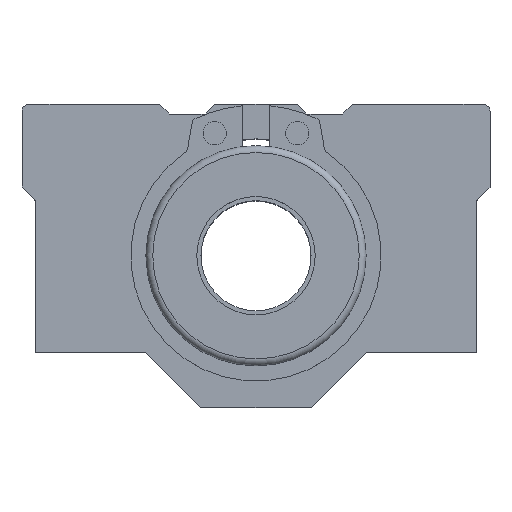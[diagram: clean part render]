
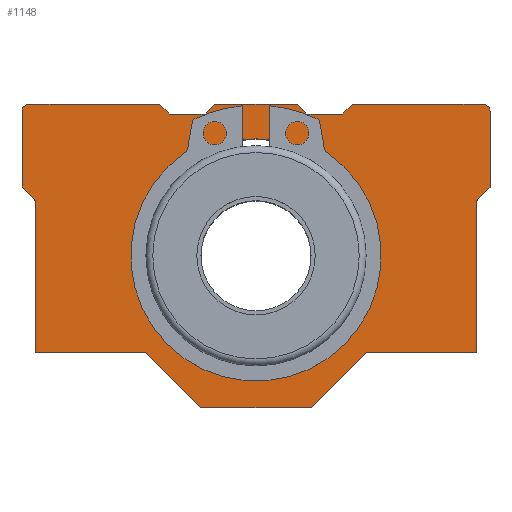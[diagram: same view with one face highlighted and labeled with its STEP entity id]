
A CAD part, top view. The second image highlights one B-rep face of the part: STEP entity #1148.
In plain terms, the highlighted planar face has unit normal (0, 0, 1).
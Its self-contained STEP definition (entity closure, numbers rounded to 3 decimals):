
#81=PLANE('',#1310);
#106=LINE('',#1842,#188);
#109=LINE('',#1848,#191);
#112=LINE('',#1854,#194);
#115=LINE('',#1862,#197);
#118=LINE('',#1868,#200);
#121=LINE('',#1874,#203);
#124=LINE('',#1880,#206);
#127=LINE('',#1888,#209);
#130=LINE('',#1894,#212);
#133=LINE('',#1900,#215);
#136=LINE('',#1906,#218);
#140=LINE('',#1920,#222);
#143=LINE('',#1926,#225);
#146=LINE('',#1932,#228);
#149=LINE('',#1938,#231);
#152=LINE('',#1944,#234);
#155=LINE('',#1950,#237);
#158=LINE('',#1956,#240);
#161=LINE('',#1962,#243);
#164=LINE('',#1970,#246);
#188=VECTOR('',#1526,1000.);
#191=VECTOR('',#1531,1000.);
#194=VECTOR('',#1536,1000.);
#197=VECTOR('',#1543,1000.);
#200=VECTOR('',#1548,1000.);
#203=VECTOR('',#1553,1000.);
#206=VECTOR('',#1558,1000.);
#209=VECTOR('',#1565,1000.);
#212=VECTOR('',#1570,1000.);
#215=VECTOR('',#1575,1000.);
#218=VECTOR('',#1580,1000.);
#222=VECTOR('',#1594,1000.);
#225=VECTOR('',#1599,1000.);
#228=VECTOR('',#1604,1000.);
#231=VECTOR('',#1609,1000.);
#234=VECTOR('',#1614,1000.);
#237=VECTOR('',#1619,1000.);
#240=VECTOR('',#1624,1000.);
#243=VECTOR('',#1629,1000.);
#246=VECTOR('',#1636,1000.);
#487=ORIENTED_EDGE('',*,*,#661,.T.);
#488=ORIENTED_EDGE('',*,*,#590,.T.);
#489=ORIENTED_EDGE('',*,*,#594,.T.);
#490=ORIENTED_EDGE('',*,*,#597,.T.);
#491=ORIENTED_EDGE('',*,*,#600,.T.);
#492=ORIENTED_EDGE('',*,*,#604,.T.);
#493=ORIENTED_EDGE('',*,*,#607,.T.);
#494=ORIENTED_EDGE('',*,*,#610,.T.);
#495=ORIENTED_EDGE('',*,*,#613,.T.);
#496=ORIENTED_EDGE('',*,*,#617,.T.);
#497=ORIENTED_EDGE('',*,*,#620,.T.);
#498=ORIENTED_EDGE('',*,*,#623,.T.);
#499=ORIENTED_EDGE('',*,*,#626,.T.);
#500=ORIENTED_EDGE('',*,*,#629,.T.);
#501=ORIENTED_EDGE('',*,*,#633,.T.);
#502=ORIENTED_EDGE('',*,*,#636,.T.);
#503=ORIENTED_EDGE('',*,*,#639,.T.);
#504=ORIENTED_EDGE('',*,*,#642,.T.);
#505=ORIENTED_EDGE('',*,*,#645,.T.);
#506=ORIENTED_EDGE('',*,*,#648,.T.);
#507=ORIENTED_EDGE('',*,*,#651,.T.);
#508=ORIENTED_EDGE('',*,*,#654,.T.);
#509=ORIENTED_EDGE('',*,*,#658,.T.);
#590=EDGE_CURVE('',#718,#719,#816,.T.);
#594=EDGE_CURVE('',#719,#722,#106,.T.);
#597=EDGE_CURVE('',#722,#724,#109,.T.);
#600=EDGE_CURVE('',#724,#726,#112,.T.);
#604=EDGE_CURVE('',#726,#729,#115,.T.);
#607=EDGE_CURVE('',#729,#731,#118,.T.);
#610=EDGE_CURVE('',#731,#733,#121,.T.);
#613=EDGE_CURVE('',#733,#735,#124,.T.);
#617=EDGE_CURVE('',#735,#738,#127,.T.);
#620=EDGE_CURVE('',#738,#740,#130,.T.);
#623=EDGE_CURVE('',#740,#742,#133,.T.);
#626=EDGE_CURVE('',#742,#744,#136,.T.);
#629=EDGE_CURVE('',#744,#746,#820,.T.);
#633=EDGE_CURVE('',#746,#749,#140,.T.);
#636=EDGE_CURVE('',#749,#751,#143,.T.);
#639=EDGE_CURVE('',#751,#753,#146,.T.);
#642=EDGE_CURVE('',#753,#755,#149,.T.);
#645=EDGE_CURVE('',#755,#757,#152,.T.);
#648=EDGE_CURVE('',#757,#759,#155,.T.);
#651=EDGE_CURVE('',#759,#761,#158,.T.);
#654=EDGE_CURVE('',#761,#763,#161,.T.);
#658=EDGE_CURVE('',#763,#718,#164,.T.);
#661=EDGE_CURVE('',#767,#767,#825,.F.);
#718=VERTEX_POINT('',#1834);
#719=VERTEX_POINT('',#1835);
#722=VERTEX_POINT('',#1843);
#724=VERTEX_POINT('',#1849);
#726=VERTEX_POINT('',#1855);
#729=VERTEX_POINT('',#1863);
#731=VERTEX_POINT('',#1869);
#733=VERTEX_POINT('',#1875);
#735=VERTEX_POINT('',#1881);
#738=VERTEX_POINT('',#1889);
#740=VERTEX_POINT('',#1895);
#742=VERTEX_POINT('',#1901);
#744=VERTEX_POINT('',#1907);
#746=VERTEX_POINT('',#1913);
#749=VERTEX_POINT('',#1921);
#751=VERTEX_POINT('',#1927);
#753=VERTEX_POINT('',#1933);
#755=VERTEX_POINT('',#1939);
#757=VERTEX_POINT('',#1945);
#759=VERTEX_POINT('',#1951);
#761=VERTEX_POINT('',#1957);
#763=VERTEX_POINT('',#1963);
#767=VERTEX_POINT('',#1977);
#816=CIRCLE('',#1279,0.5);
#820=CIRCLE('',#1295,0.5);
#825=CIRCLE('',#1311,8.5);
#926=EDGE_LOOP('',(#487));
#927=EDGE_LOOP('',(#488,#489,#490,#491,#492,#493,#494,#495,#496,#497,#498,
#499,#500,#501,#502,#503,#504,#505,#506,#507,#508,#509));
#1040=FACE_BOUND('',#926,.T.);
#1041=FACE_BOUND('',#927,.T.);
#1148=ADVANCED_FACE('',(#1040,#1041),#81,.T.);
#1279=AXIS2_PLACEMENT_3D('',#1833,#1518,#1519);
#1295=AXIS2_PLACEMENT_3D('',#1912,#1585,#1586);
#1310=AXIS2_PLACEMENT_3D('',#1975,#1642,#1643);
#1311=AXIS2_PLACEMENT_3D('',#1976,#1644,#1645);
#1518=DIRECTION('',(0.,0.,1.));
#1519=DIRECTION('',(1.,0.,0.));
#1526=DIRECTION('',(0.,-1.,0.));
#1531=DIRECTION('',(0.707,-0.707,0.));
#1536=DIRECTION('',(0.,-1.,0.));
#1543=DIRECTION('',(1.,0.,0.));
#1548=DIRECTION('',(0.707,-0.707,0.));
#1553=DIRECTION('',(1.,0.,0.));
#1558=DIRECTION('',(0.707,0.707,0.));
#1565=DIRECTION('',(1.,0.,0.));
#1570=DIRECTION('',(0.,1.,0.));
#1575=DIRECTION('',(0.707,0.707,0.));
#1580=DIRECTION('',(0.,1.,0.));
#1585=DIRECTION('',(0.,0.,1.));
#1586=DIRECTION('',(1.,0.,0.));
#1594=DIRECTION('',(-1.,0.,0.));
#1599=DIRECTION('',(-0.707,-0.707,0.));
#1604=DIRECTION('',(-1.,0.,0.));
#1609=DIRECTION('',(-0.707,0.707,0.));
#1614=DIRECTION('',(-1.,0.,0.));
#1619=DIRECTION('',(-0.707,-0.707,0.));
#1624=DIRECTION('',(-1.,0.,0.));
#1629=DIRECTION('',(-0.707,0.707,0.));
#1636=DIRECTION('',(-1.,0.,0.));
#1642=DIRECTION('',(0.,0.,1.));
#1643=DIRECTION('',(1.,0.,0.));
#1644=DIRECTION('',(0.,0.,1.));
#1645=DIRECTION('',(1.,0.,0.));
#1833=CARTESIAN_POINT('',(-16.5,-0.5,0.));
#1834=CARTESIAN_POINT('',(-16.5,0.,0.));
#1835=CARTESIAN_POINT('',(-17.,-0.5,0.));
#1842=CARTESIAN_POINT('',(-17.,-0.5,0.));
#1843=CARTESIAN_POINT('',(-17.,-6.,0.));
#1848=CARTESIAN_POINT('',(-17.,-6.,0.));
#1849=CARTESIAN_POINT('',(-16.,-7.,0.));
#1854=CARTESIAN_POINT('',(-16.,-7.,0.));
#1855=CARTESIAN_POINT('',(-16.,-18.,0.));
#1862=CARTESIAN_POINT('',(-16.,-18.,0.));
#1863=CARTESIAN_POINT('',(-8.,-18.,0.));
#1868=CARTESIAN_POINT('',(-8.,-18.,0.));
#1869=CARTESIAN_POINT('',(-4.,-22.,0.));
#1874=CARTESIAN_POINT('',(-4.,-22.,0.));
#1875=CARTESIAN_POINT('',(4.,-22.,0.));
#1880=CARTESIAN_POINT('',(4.,-22.,0.));
#1881=CARTESIAN_POINT('',(8.,-18.,0.));
#1888=CARTESIAN_POINT('',(8.,-18.,0.));
#1889=CARTESIAN_POINT('',(16.,-18.,0.));
#1894=CARTESIAN_POINT('',(16.,-18.,0.));
#1895=CARTESIAN_POINT('',(16.,-7.,0.));
#1900=CARTESIAN_POINT('',(16.,-7.,0.));
#1901=CARTESIAN_POINT('',(17.,-6.,0.));
#1906=CARTESIAN_POINT('',(17.,-6.,0.));
#1907=CARTESIAN_POINT('',(17.,-0.5,0.));
#1912=CARTESIAN_POINT('',(16.5,-0.5,0.));
#1913=CARTESIAN_POINT('',(16.5,0.,0.));
#1920=CARTESIAN_POINT('',(16.5,0.,0.));
#1921=CARTESIAN_POINT('',(7.,0.,0.));
#1926=CARTESIAN_POINT('',(7.,0.,0.));
#1927=CARTESIAN_POINT('',(6.3,-0.7,0.));
#1932=CARTESIAN_POINT('',(6.3,-0.7,0.));
#1933=CARTESIAN_POINT('',(3.7,-0.7,0.));
#1938=CARTESIAN_POINT('',(3.7,-0.7,0.));
#1939=CARTESIAN_POINT('',(3.,0.,0.));
#1944=CARTESIAN_POINT('',(3.,0.,0.));
#1945=CARTESIAN_POINT('',(-3.,0.,0.));
#1950=CARTESIAN_POINT('',(-3.,0.,0.));
#1951=CARTESIAN_POINT('',(-3.7,-0.7,0.));
#1956=CARTESIAN_POINT('',(-3.7,-0.7,0.));
#1957=CARTESIAN_POINT('',(-6.3,-0.7,0.));
#1962=CARTESIAN_POINT('',(-6.3,-0.7,0.));
#1963=CARTESIAN_POINT('',(-7.,0.,0.));
#1970=CARTESIAN_POINT('',(-7.,0.,0.));
#1975=CARTESIAN_POINT('',(-16.5,-0.5,0.));
#1976=CARTESIAN_POINT('',(0.,-11.,0.));
#1977=CARTESIAN_POINT('',(8.5,-11.,0.));
